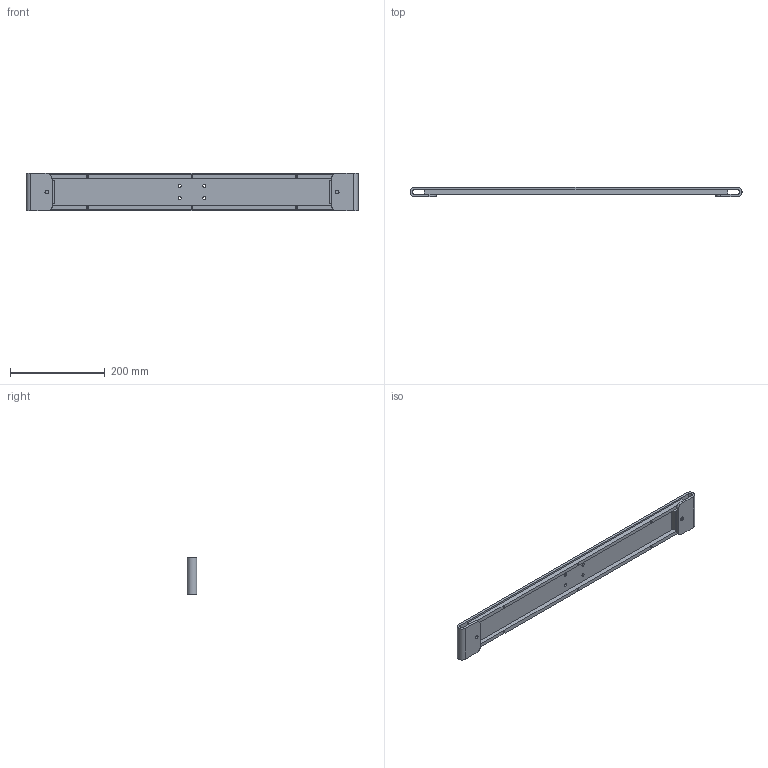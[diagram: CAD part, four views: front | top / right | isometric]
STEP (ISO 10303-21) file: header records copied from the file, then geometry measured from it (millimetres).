
FILE_DESCRIPTION((''),'2;1');
FILE_NAME('JC35TS-0649','2021-01-06T17:00:53',('sa'),('捷昌驱动'),'CREO PARAMETRIC BY PTC INC, 2018100','CREO PARAMETRIC BY PTC INC, 2018100','');
FILE_SCHEMA(('CONFIG_CONTROL_DESIGN'));
Length unit declared in the file: millimetre
Products named in the file (1): JC35TS-0649
Bounding box: 700 x 20 x 80 mm (x, y, z)
Volume: 435121.8 mm3; surface area: 166285.2 mm2
Topology: 1 solids, 1 shells, 100 faces, 275 edges, 175 vertices
Faces by surface type: plane 36, cylinder 32, cone 32
Entity records: 3286 total; most frequent: DIRECTION 596, CARTESIAN_POINT 550, ORIENTED_EDGE 550, EDGE_CURVE 275, AXIS2_PLACEMENT_3D 221, VERTEX_POINT 175, VECTOR 154, LINE 154
